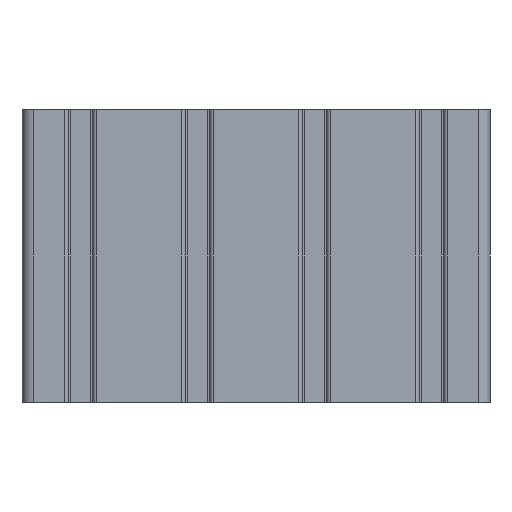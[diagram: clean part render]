
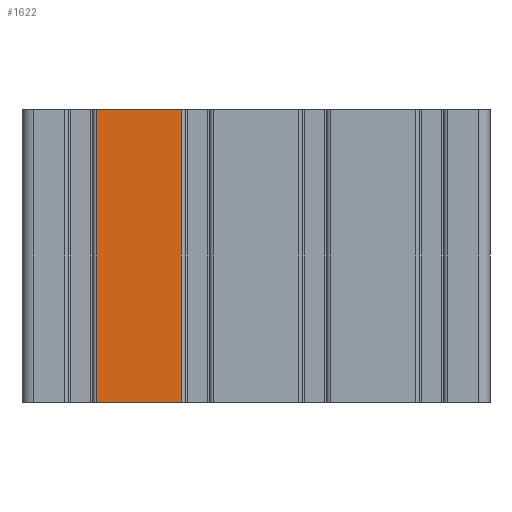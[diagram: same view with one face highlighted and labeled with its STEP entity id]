
A CAD part, front view. The second image highlights one B-rep face of the part: STEP entity #1622.
In plain terms, the highlighted planar face has unit normal (0, -1, 0).
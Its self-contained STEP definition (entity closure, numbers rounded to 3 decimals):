
#777 = VERTEX_POINT ( 'NONE', #10990 ) ;
#960 = DIRECTION ( 'NONE',  ( 1., 0., 0. ) ) ;
#1089 = LINE ( 'NONE', #11324, #2533 ) ;
#1327 = CARTESIAN_POINT ( 'NONE',  ( -25.6, -20., -50. ) ) ;
#1622 = ADVANCED_FACE ( 'NONE', ( #9144 ), #12186, .F. ) ;
#1696 = ORIENTED_EDGE ( 'NONE', *, *, #11380, .F. ) ;
#1967 = VERTEX_POINT ( 'NONE', #5163 ) ;
#2385 = LINE ( 'NONE', #4297, #8636 ) ;
#2533 = VECTOR ( 'NONE', #960, 1000. ) ;
#3606 = VERTEX_POINT ( 'NONE', #1327 ) ;
#3846 = DIRECTION ( 'NONE',  ( 1., 0., 0. ) ) ;
#4297 = CARTESIAN_POINT ( 'NONE',  ( -25.6, -20., 50. ) ) ;
#4387 = DIRECTION ( 'NONE',  ( 0., 1., 0. ) ) ;
#4657 = VECTOR ( 'NONE', #10018, 1000. ) ;
#5155 = EDGE_CURVE ( 'NONE', #777, #9818, #6929, .T. ) ;
#5163 = CARTESIAN_POINT ( 'NONE',  ( -25.6, -20., 50. ) ) ;
#5889 = CARTESIAN_POINT ( 'NONE',  ( -54.4, -20., 50. ) ) ;
#6419 = DIRECTION ( 'NONE',  ( 0., 0., -1. ) ) ;
#6896 = CARTESIAN_POINT ( 'NONE',  ( -54.4, -20., -50. ) ) ;
#6929 = LINE ( 'NONE', #7864, #4657 ) ;
#7864 = CARTESIAN_POINT ( 'NONE',  ( -54.4, -20., 50. ) ) ;
#8156 = DIRECTION ( 'NONE',  ( -1., 0., 0. ) ) ;
#8636 = VECTOR ( 'NONE', #6419, 1000. ) ;
#8719 = ORIENTED_EDGE ( 'NONE', *, *, #9603, .T. ) ;
#8864 = AXIS2_PLACEMENT_3D ( 'NONE', #11190, #4387, #8156 ) ;
#9144 = FACE_OUTER_BOUND ( 'NONE', #9938, .T. ) ;
#9603 = EDGE_CURVE ( 'NONE', #9818, #3606, #1089, .T. ) ;
#9818 = VERTEX_POINT ( 'NONE', #6896 ) ;
#9938 = EDGE_LOOP ( 'NONE', ( #8719, #1696, #11599, #10072 ) ) ;
#10018 = DIRECTION ( 'NONE',  ( 0., 0., -1. ) ) ;
#10072 = ORIENTED_EDGE ( 'NONE', *, *, #5155, .T. ) ;
#10990 = CARTESIAN_POINT ( 'NONE',  ( -54.4, -20., 50. ) ) ;
#11083 = EDGE_CURVE ( 'NONE', #777, #1967, #11715, .T. ) ;
#11190 = CARTESIAN_POINT ( 'NONE',  ( -54.4, -20., 50. ) ) ;
#11324 = CARTESIAN_POINT ( 'NONE',  ( -54.4, -20., -50. ) ) ;
#11380 = EDGE_CURVE ( 'NONE', #1967, #3606, #2385, .T. ) ;
#11599 = ORIENTED_EDGE ( 'NONE', *, *, #11083, .F. ) ;
#11715 = LINE ( 'NONE', #5889, #12850 ) ;
#12186 = PLANE ( 'NONE',  #8864 ) ;
#12850 = VECTOR ( 'NONE', #3846, 1000. ) ;
